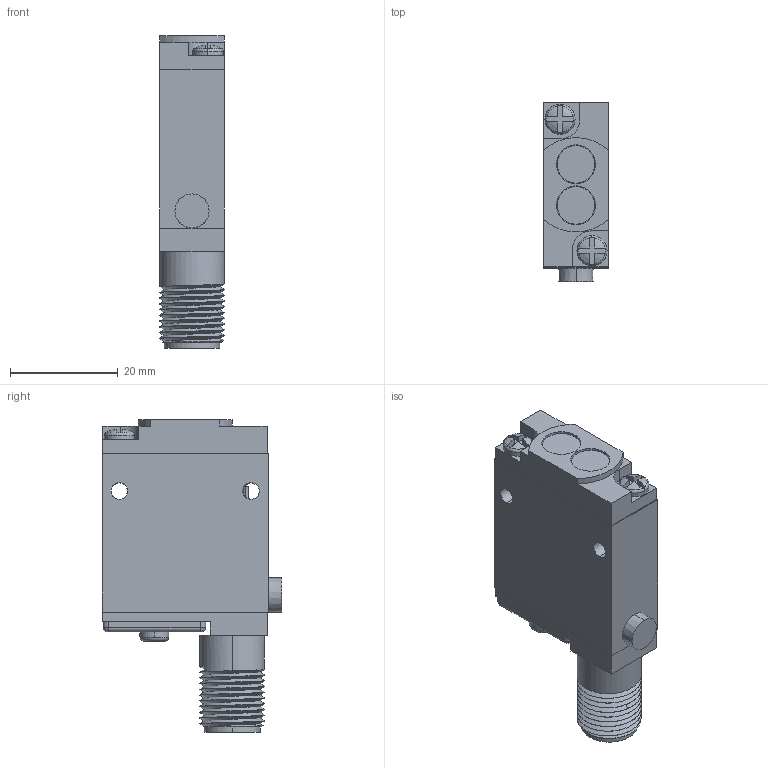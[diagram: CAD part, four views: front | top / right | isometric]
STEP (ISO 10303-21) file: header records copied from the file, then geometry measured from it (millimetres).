
FILE_DESCRIPTION((''),'2;1');
FILE_NAME('154454_SM01_ASM','2025-09-10T11:53:03',('banengservice'),('BANNER ENGINEERING'),'CREO PARAMETRIC BY PTC INC, 2022414','CREO PARAMETRIC BY PTC INC, 2022414','');
FILE_SCHEMA(('CONFIG_CONTROL_DESIGN'));
Length unit declared in the file: millimetre
Products named in the file (2): 154454_EP01; 154454_SM01_ASM
Assembly tree (1 placements, depth 2):
  154454_SM01_ASM
    154454_EP01
Bounding box: 12.04 x 33.32 x 58.07 mm (x, y, z)
Volume: 15547.5 mm3; surface area: 5973 mm2
Topology: 1 solids, 1 shells, 196 faces, 507 edges, 326 vertices
Faces by surface type: plane 78, cylinder 68, bspline 21, cone 15, sphere 8, torus 6
Entity records: 11574 total; most frequent: CARTESIAN_POINT 6790, ORIENTED_EDGE 1014, DIRECTION 958, EDGE_CURVE 507, AXIS2_PLACEMENT_3D 363, VERTEX_POINT 326, VECTOR 232, LINE 232
